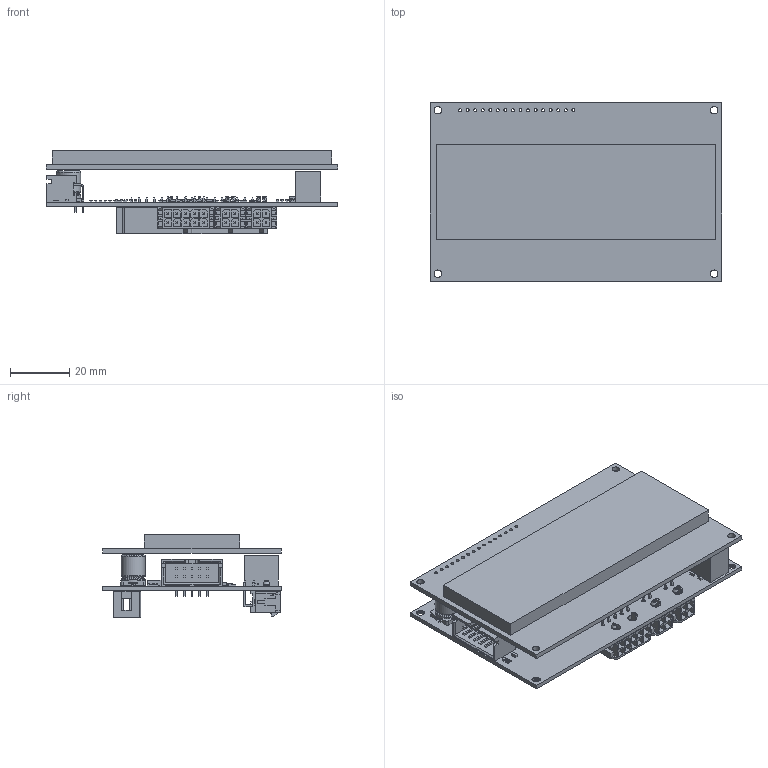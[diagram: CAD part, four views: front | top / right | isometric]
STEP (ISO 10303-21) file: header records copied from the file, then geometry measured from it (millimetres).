
FILE_DESCRIPTION(('Open CASCADE Model'),'2;1');
FILE_NAME('Open CASCADE Shape Model','2021-11-20T14:42:52',('Author'),( 'Open CASCADE'),'Open CASCADE STEP processor 6.8','Open CASCADE 6.8' ,'Unknown');
FILE_SCHEMA(('AUTOMOTIVE_DESIGN { 1 0 10303 214 1 1 1 1 }'));
Length unit declared in the file: millimetre
Products named in the file (113): PCB; Board; Open CASCADE STEP translator 6.8 1.1.1; Heart1; WL-SMCW_0603_LED; housing; cover; base; Polarity_Mark; Foult1; R7; Stackpole_CSR0603_Res; R24; SWC; 430450400--3DModel-STEP-1; DIC; JTAG1; 5103311-1; SD_TS; 6984691952; Open CASCADE STEP translator 6.8 1.9.1.1; Open CASCADE STEP translator 6.8 1.9.1.2; C21; 7008786672; Extruded; 7008786512; U4; 7008787552; U3; 7008787712; U2; 7008789152; U1; 7008788352; R55; R54; R53; R52; R51; R50 ...
Assembly tree (208 placements, depth 4):
  PCB
    Board
      Open CASCADE STEP translator 6.8 1.1.1
    Heart1
      WL-SMCW_0603_LED
        housing
        cover
        base  x2
        Polarity_Mark
    Foult1
      WL-SMCW_0603_LED
        housing
        cover
        base  x2
        Polarity_Mark
    R7
      Stackpole_CSR0603_Res
    R24
      Stackpole_CSR0603_Res
    SWC
      430450400--3DModel-STEP-1
    DIC
      430450400--3DModel-STEP-1
    JTAG1
      5103311-1
    SD_TS
      6984691952
        Open CASCADE STEP translator 6.8 1.9.1.1
        Open CASCADE STEP translator 6.8 1.9.1.2
    C21
      7008786672
        Extruded
      7008786512  x2
        Extruded
    U4
      7008787552
        Extruded
    U3
      7008787712
        Extruded
    U2
      7008789152
        Extruded
    U1
      7008788352
        Extruded
    R55
      Stackpole_CSR0603_Res
    R54
      Stackpole_CSR0603_Res
    R53
      Stackpole_CSR0603_Res
    R52
      Stackpole_CSR0603_Res
    R51
      Stackpole_CSR0603_Res
    R50
      Stackpole_CSR0603_Res
    R49
      Stackpole_CSR0603_Res
Bounding box: 98 x 60 x 27.94 mm (x, y, z)
Volume: 37942.8 mm3; surface area: 43299.8 mm2
Topology: 229 solids, 229 shells, 7361 faces, 18126 edges, 11358 vertices
Faces by surface type: plane 4413, bspline 1767, cylinder 852, sphere 284, torus 21, extrusion 16, cone 8
Full cylindrical faces by diameter (mm): 0.85 x6, 0.89 x10, 1 x26, 1.07 x18, 1.1 x34, 1.16 x1, 1.2 x18, 1.96 x1, 2.12 x1, 2.5 x4, 2.92 x1, 3.05 x4, 3.08 x1, 5.6 x1, 7.12 x1, 8 x2
Entity records: 72643 total; most frequent: CARTESIAN_POINT 14830, ORIENTED_EDGE 10450, DIRECTION 9995, EDGE_CURVE 5225, VECTOR 4361, LINE 4345, VERTEX_POINT 3331, AXIS2_PLACEMENT_3D 2817
